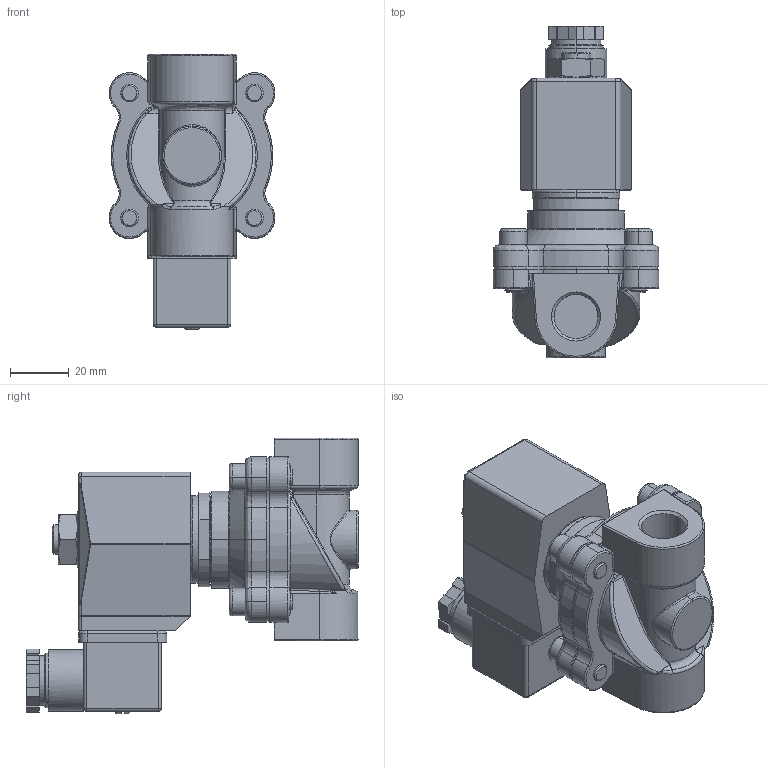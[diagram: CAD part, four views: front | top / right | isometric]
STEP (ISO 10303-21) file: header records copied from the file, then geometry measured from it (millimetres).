
FILE_DESCRIPTION (( 'STEP AP203' ), '1' );
FILE_NAME ('242 DN16 G38.STEP', '2019-06-07T06:15:37', ( 'rv' ), ( 'Hewlett-Packard Company' ), 'SwSTEP 2.0', 'SolidWorks 2015', '' );
FILE_SCHEMA (( 'CONFIG_CONTROL_DESIGN' ));
Length unit declared in the file: millimetre
Products named in the file (1): 242 DN16 G38
Bounding box: 56.49 x 113.05 x 93.8 mm (x, y, z)
Volume: 194924.5 mm3; surface area: 31777.5 mm2
Topology: 1 solids, 1 shells, 538 faces, 1313 edges, 793 vertices
Faces by surface type: plane 198, cylinder 177, bspline 136, cone 27
Entity records: 20659 total; most frequent: CARTESIAN_POINT 8768, ORIENTED_EDGE 2596, DIRECTION 2332, EDGE_CURVE 1298, AXIS2_PLACEMENT_3D 865, VERTEX_POINT 793, LINE 602, VECTOR 602
